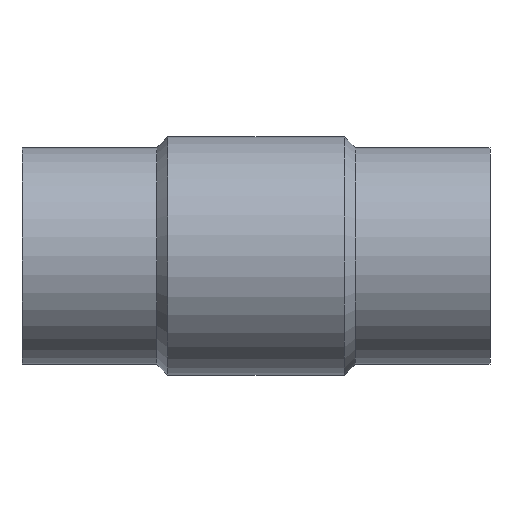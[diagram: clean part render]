
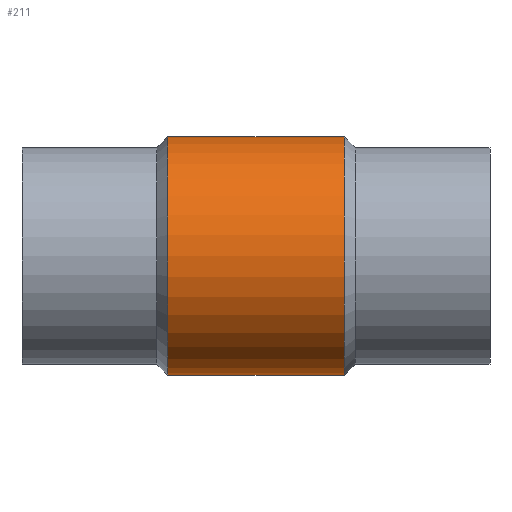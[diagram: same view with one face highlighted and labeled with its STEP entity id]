
A CAD part, top view. The second image highlights one B-rep face of the part: STEP entity #211.
In plain terms, the highlighted cylindrical face has radius 77 mm (diameter 154 mm), a full revolution.
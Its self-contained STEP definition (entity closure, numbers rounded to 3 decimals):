
#25=FACE_OUTER_BOUND('',#38,.T.);
#38=EDGE_LOOP('',(#149,#150,#151,#152,#153,#154,#155,#156,#157));
#56=B_SPLINE_CURVE_WITH_KNOTS('',3,(#416,#417,#418,#419,#420,#421,#422,
#423,#424,#425,#426,#427,#428,#429,#430,#431,#432,#433,#434,#435,#436,#437,
#438,#439,#440,#441,#442,#443,#444,#445,#446,#447,#448,#449),
 .UNSPECIFIED.,.F.,.F.,(4,2,2,2,2,2,2,2,2,2,2,2,2,2,2,2,4),(5.305,
5.968,6.63,7.293,7.955,8.619,
9.283,9.946,10.61,11.274,11.937,
12.601,13.265,13.927,14.59,15.252,
15.915),.UNSPECIFIED.);
#57=B_SPLINE_CURVE_WITH_KNOTS('',3,(#454,#455,#456,#457,#458,#459,#460,
#461,#462,#463,#464,#465,#466,#467,#468,#469,#470,#471),.UNSPECIFIED.,.F.,
 .F.,(4,2,2,2,2,2,2,2,4),(15.915,16.577,17.24,
17.903,18.565,19.229,19.892,20.556,
21.22),.UNSPECIFIED.);
#58=B_SPLINE_CURVE_WITH_KNOTS('',3,(#472,#473,#474,#475,#476,#477,#478,
#479,#480,#481,#482,#483,#484,#485,#486,#487,#488,#489),.UNSPECIFIED.,.F.,
 .F.,(4,2,2,2,2,2,2,2,4),(0.,0.664,1.327,1.991,
2.655,3.317,3.98,4.642,5.305),
 .UNSPECIFIED.);
#60=LINE('',#414,#72);
#61=LINE('',#451,#73);
#72=VECTOR('',#279,77.);
#73=VECTOR('',#280,77.);
#84=CIRCLE('',#246,77.);
#85=CIRCLE('',#247,77.);
#99=VERTEX_POINT('',#411);
#100=VERTEX_POINT('',#413);
#101=VERTEX_POINT('',#415);
#102=VERTEX_POINT('',#450);
#103=VERTEX_POINT('',#453);
#118=EDGE_CURVE('',#99,#99,#84,.T.);
#119=EDGE_CURVE('',#99,#100,#60,.T.);
#120=EDGE_CURVE('',#100,#101,#56,.T.);
#121=EDGE_CURVE('',#101,#102,#61,.T.);
#122=EDGE_CURVE('',#102,#102,#85,.T.);
#123=EDGE_CURVE('',#101,#103,#57,.T.);
#124=EDGE_CURVE('',#103,#100,#58,.T.);
#149=ORIENTED_EDGE('',*,*,#118,.F.);
#150=ORIENTED_EDGE('',*,*,#119,.T.);
#151=ORIENTED_EDGE('',*,*,#120,.T.);
#152=ORIENTED_EDGE('',*,*,#121,.T.);
#153=ORIENTED_EDGE('',*,*,#122,.T.);
#154=ORIENTED_EDGE('',*,*,#121,.F.);
#155=ORIENTED_EDGE('',*,*,#123,.T.);
#156=ORIENTED_EDGE('',*,*,#124,.T.);
#157=ORIENTED_EDGE('',*,*,#119,.F.);
#204=CYLINDRICAL_SURFACE('',#245,77.);
#211=ADVANCED_FACE('',(#25),#204,.T.);
#245=AXIS2_PLACEMENT_3D('',#410,#275,#276);
#246=AXIS2_PLACEMENT_3D('',#412,#277,#278);
#247=AXIS2_PLACEMENT_3D('',#452,#281,#282);
#275=DIRECTION('center_axis',(-1.,0.,0.));
#276=DIRECTION('ref_axis',(0.,0.,1.));
#277=DIRECTION('center_axis',(-1.,0.,0.));
#278=DIRECTION('ref_axis',(0.,0.,1.));
#279=DIRECTION('',(1.,0.,0.));
#280=DIRECTION('',(1.,0.,0.));
#281=DIRECTION('center_axis',(-1.,0.,0.));
#282=DIRECTION('ref_axis',(0.,0.,1.));
#410=CARTESIAN_POINT('Origin',(0.,0.,0.));
#411=CARTESIAN_POINT('',(-57.,0.,-77.));
#412=CARTESIAN_POINT('Origin',(-57.,0.,0.));
#413=CARTESIAN_POINT('',(-34.65,0.,-77.));
#414=CARTESIAN_POINT('',(0.,0.,-77.));
#415=CARTESIAN_POINT('',(34.65,0.,-77.));
#416=CARTESIAN_POINT('Ctrl Pts',(-34.65,0.,-77.));
#417=CARTESIAN_POINT('Ctrl Pts',(-34.65,-2.209,-77.));
#418=CARTESIAN_POINT('Ctrl Pts',(-34.435,-4.483,-76.903));
#419=CARTESIAN_POINT('Ctrl Pts',(-33.543,-8.987,-76.507));
#420=CARTESIAN_POINT('Ctrl Pts',(-32.865,-11.217,-76.209));
#421=CARTESIAN_POINT('Ctrl Pts',(-31.087,-15.477,-75.459));
#422=CARTESIAN_POINT('Ctrl Pts',(-29.985,-17.511,-75.007));
#423=CARTESIAN_POINT('Ctrl Pts',(-27.452,-21.264,-74.031));
#424=CARTESIAN_POINT('Ctrl Pts',(-26.021,-22.982,-73.508));
#425=CARTESIAN_POINT('Ctrl Pts',(-22.979,-26.023,-72.487));
#426=CARTESIAN_POINT('Ctrl Pts',(-21.26,-27.455,-71.952));
#427=CARTESIAN_POINT('Ctrl Pts',(-17.508,-29.987,-70.934));
#428=CARTESIAN_POINT('Ctrl Pts',(-15.476,-31.088,-70.452));
#429=CARTESIAN_POINT('Ctrl Pts',(-11.219,-32.864,-69.641));
#430=CARTESIAN_POINT('Ctrl Pts',(-8.991,-33.542,-69.312));
#431=CARTESIAN_POINT('Ctrl Pts',(-4.488,-34.435,-68.873));
#432=CARTESIAN_POINT('Ctrl Pts',(-2.212,-34.65,-68.763));
#433=CARTESIAN_POINT('Ctrl Pts',(2.212,-34.65,-68.763));
#434=CARTESIAN_POINT('Ctrl Pts',(4.488,-34.435,-68.873));
#435=CARTESIAN_POINT('Ctrl Pts',(8.991,-33.542,-69.312));
#436=CARTESIAN_POINT('Ctrl Pts',(11.219,-32.864,-69.641));
#437=CARTESIAN_POINT('Ctrl Pts',(15.476,-31.088,-70.452));
#438=CARTESIAN_POINT('Ctrl Pts',(17.508,-29.987,-70.934));
#439=CARTESIAN_POINT('Ctrl Pts',(21.26,-27.455,-71.952));
#440=CARTESIAN_POINT('Ctrl Pts',(22.979,-26.023,-72.487));
#441=CARTESIAN_POINT('Ctrl Pts',(26.021,-22.982,-73.508));
#442=CARTESIAN_POINT('Ctrl Pts',(27.452,-21.264,-74.031));
#443=CARTESIAN_POINT('Ctrl Pts',(29.985,-17.511,-75.007));
#444=CARTESIAN_POINT('Ctrl Pts',(31.087,-15.477,-75.459));
#445=CARTESIAN_POINT('Ctrl Pts',(32.865,-11.217,-76.209));
#446=CARTESIAN_POINT('Ctrl Pts',(33.543,-8.987,-76.507));
#447=CARTESIAN_POINT('Ctrl Pts',(34.435,-4.483,-76.903));
#448=CARTESIAN_POINT('Ctrl Pts',(34.65,-2.209,-77.));
#449=CARTESIAN_POINT('Ctrl Pts',(34.65,0.,-77.));
#450=CARTESIAN_POINT('',(57.,0.,-77.));
#451=CARTESIAN_POINT('',(0.,0.,-77.));
#452=CARTESIAN_POINT('Origin',(57.,0.,0.));
#453=CARTESIAN_POINT('',(0.,34.65,-68.763));
#454=CARTESIAN_POINT('Ctrl Pts',(34.65,0.,-77.));
#455=CARTESIAN_POINT('Ctrl Pts',(34.65,2.209,-77.));
#456=CARTESIAN_POINT('Ctrl Pts',(34.435,4.483,-76.903));
#457=CARTESIAN_POINT('Ctrl Pts',(33.543,8.987,-76.507));
#458=CARTESIAN_POINT('Ctrl Pts',(32.865,11.217,-76.209));
#459=CARTESIAN_POINT('Ctrl Pts',(31.087,15.477,-75.459));
#460=CARTESIAN_POINT('Ctrl Pts',(29.985,17.511,-75.007));
#461=CARTESIAN_POINT('Ctrl Pts',(27.452,21.264,-74.031));
#462=CARTESIAN_POINT('Ctrl Pts',(26.021,22.982,-73.508));
#463=CARTESIAN_POINT('Ctrl Pts',(22.979,26.023,-72.487));
#464=CARTESIAN_POINT('Ctrl Pts',(21.26,27.455,-71.952));
#465=CARTESIAN_POINT('Ctrl Pts',(17.508,29.987,-70.934));
#466=CARTESIAN_POINT('Ctrl Pts',(15.476,31.088,-70.452));
#467=CARTESIAN_POINT('Ctrl Pts',(11.219,32.864,-69.641));
#468=CARTESIAN_POINT('Ctrl Pts',(8.991,33.542,-69.312));
#469=CARTESIAN_POINT('Ctrl Pts',(4.488,34.435,-68.873));
#470=CARTESIAN_POINT('Ctrl Pts',(2.212,34.65,-68.763));
#471=CARTESIAN_POINT('Ctrl Pts',(0.,34.65,-68.763));
#472=CARTESIAN_POINT('Ctrl Pts',(0.,34.65,-68.763));
#473=CARTESIAN_POINT('Ctrl Pts',(-2.212,34.65,-68.763));
#474=CARTESIAN_POINT('Ctrl Pts',(-4.488,34.435,-68.873));
#475=CARTESIAN_POINT('Ctrl Pts',(-8.991,33.542,-69.312));
#476=CARTESIAN_POINT('Ctrl Pts',(-11.219,32.864,-69.641));
#477=CARTESIAN_POINT('Ctrl Pts',(-15.476,31.088,-70.452));
#478=CARTESIAN_POINT('Ctrl Pts',(-17.508,29.987,-70.934));
#479=CARTESIAN_POINT('Ctrl Pts',(-21.26,27.455,-71.952));
#480=CARTESIAN_POINT('Ctrl Pts',(-22.979,26.023,-72.487));
#481=CARTESIAN_POINT('Ctrl Pts',(-26.021,22.982,-73.508));
#482=CARTESIAN_POINT('Ctrl Pts',(-27.452,21.264,-74.031));
#483=CARTESIAN_POINT('Ctrl Pts',(-29.985,17.511,-75.007));
#484=CARTESIAN_POINT('Ctrl Pts',(-31.087,15.477,-75.459));
#485=CARTESIAN_POINT('Ctrl Pts',(-32.865,11.217,-76.209));
#486=CARTESIAN_POINT('Ctrl Pts',(-33.543,8.987,-76.507));
#487=CARTESIAN_POINT('Ctrl Pts',(-34.435,4.483,-76.903));
#488=CARTESIAN_POINT('Ctrl Pts',(-34.65,2.209,-77.));
#489=CARTESIAN_POINT('Ctrl Pts',(-34.65,0.,-77.));
